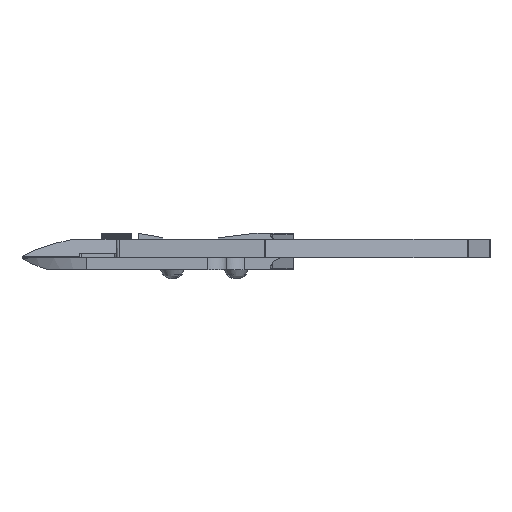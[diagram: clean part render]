
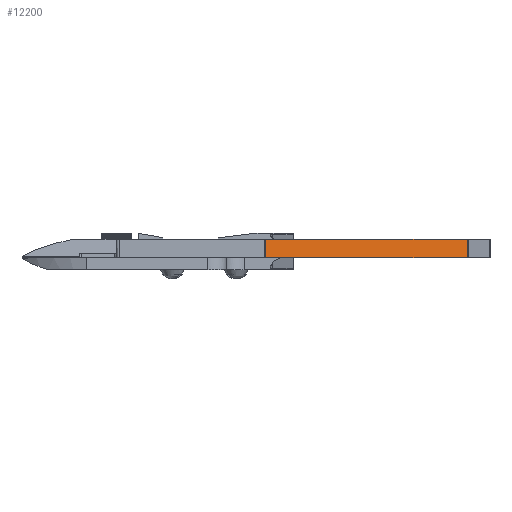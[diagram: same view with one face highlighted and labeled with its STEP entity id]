
A CAD part, left-side view. The second image highlights one B-rep face of the part: STEP entity #12200.
In plain terms, the highlighted free-form (B-spline) face has degree [1, 1] with [2, 2] control points.
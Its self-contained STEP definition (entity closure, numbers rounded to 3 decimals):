
#281 = VERTEX_POINT('',#282);
#282 = CARTESIAN_POINT('',(-105.557,70.721,
    -27.551));
#288 = EDGE_CURVE('',#281,#289,#291,.T.);
#289 = VERTEX_POINT('',#290);
#290 = CARTESIAN_POINT('',(-96.678,32.262,
    -27.551));
#291 = B_SPLINE_CURVE_WITH_KNOTS('',1,(#292,#293),.UNSPECIFIED.,.F.,.F.,
  (2,2),(0.028,34.133),.PIECEWISE_BEZIER_KNOTS.);
#292 = CARTESIAN_POINT('',(-105.557,70.721,
    -27.551));
#293 = CARTESIAN_POINT('',(-96.678,32.262,
    -27.551));
#12174 = VERTEX_POINT('',#12175);
#12175 = CARTESIAN_POINT('',(-96.678,32.262,
    -31.023));
#12189 = EDGE_CURVE('',#289,#12174,#12190,.T.);
#12190 = B_SPLINE_CURVE_WITH_KNOTS('',1,(#12191,#12192),.UNSPECIFIED.,
  .F.,.F.,(2,2),(0.,3.),.PIECEWISE_BEZIER_KNOTS.);
#12191 = CARTESIAN_POINT('',(-96.678,32.262,
    -27.551));
#12192 = CARTESIAN_POINT('',(-96.678,32.262,
    -31.023));
#12200 = ADVANCED_FACE('',(#12201),#12217,.F.);
#12201 = FACE_BOUND('',#12202,.T.);
#12202 = EDGE_LOOP('',(#12203,#12204,#12205,#12212));
#12203 = ORIENTED_EDGE('',*,*,#12189,.F.);
#12204 = ORIENTED_EDGE('',*,*,#288,.F.);
#12205 = ORIENTED_EDGE('',*,*,#12206,.F.);
#12206 = EDGE_CURVE('',#12207,#281,#12209,.T.);
#12207 = VERTEX_POINT('',#12208);
#12208 = CARTESIAN_POINT('',(-105.557,70.721,
    -31.023));
#12209 = B_SPLINE_CURVE_WITH_KNOTS('',1,(#12210,#12211),.UNSPECIFIED.,
  .F.,.F.,(2,2),(-3.,0.),.PIECEWISE_BEZIER_KNOTS.);
#12210 = CARTESIAN_POINT('',(-105.557,70.721,
    -31.023));
#12211 = CARTESIAN_POINT('',(-105.557,70.721,
    -27.551));
#12212 = ORIENTED_EDGE('',*,*,#12213,.T.);
#12213 = EDGE_CURVE('',#12207,#12174,#12214,.T.);
#12214 = B_SPLINE_CURVE_WITH_KNOTS('',1,(#12215,#12216),.UNSPECIFIED.,
  .F.,.F.,(2,2),(0.028,34.133),
  .PIECEWISE_BEZIER_KNOTS.);
#12215 = CARTESIAN_POINT('',(-105.557,70.721,
    -31.023));
#12216 = CARTESIAN_POINT('',(-96.678,32.262,
    -31.023));
#12217 = B_SPLINE_SURFACE_WITH_KNOTS('',1,1,(
    (#12218,#12219)
    ,(#12220,#12221
    )),.UNSPECIFIED.,.F.,.F.,.F.,(2,2),(2,2),(-34.133,
    -0.028),(-3.,0.),.PIECEWISE_BEZIER_KNOTS.);
#12218 = CARTESIAN_POINT('',(-96.678,32.262,
    -31.023));
#12219 = CARTESIAN_POINT('',(-96.678,32.262,
    -27.551));
#12220 = CARTESIAN_POINT('',(-105.557,70.721,
    -31.023));
#12221 = CARTESIAN_POINT('',(-105.557,70.721,
    -27.551));
